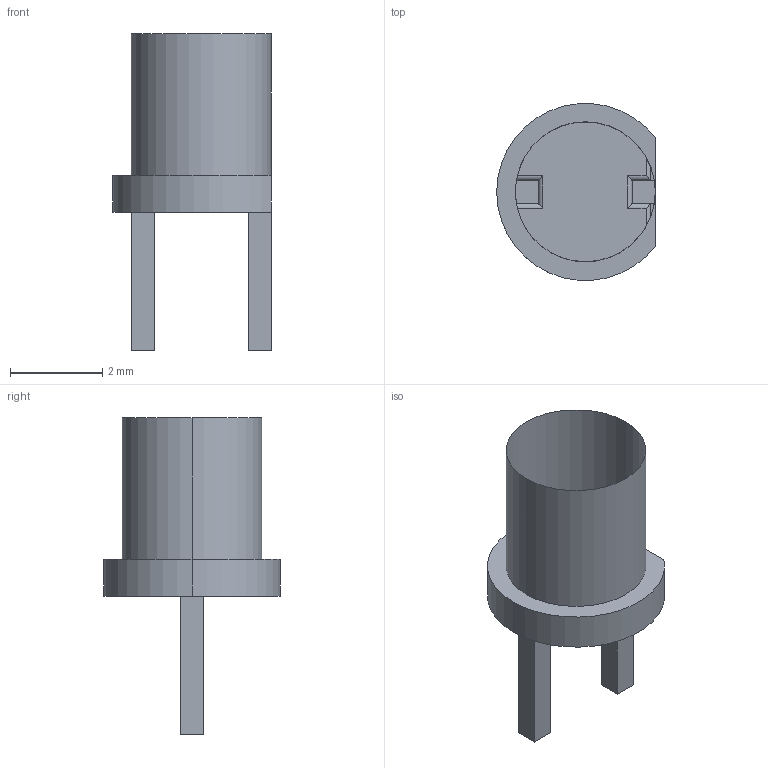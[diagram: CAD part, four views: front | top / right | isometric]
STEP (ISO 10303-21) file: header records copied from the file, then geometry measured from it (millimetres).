
FILE_DESCRIPTION (( 'STEP AP214' ), '1' );
FILE_NAME ('User Library-LED 3mm Yellow 3mm Leads.STEP', '2022-11-08T12:48:23', ( '' ), ( '' ), 'SwSTEP 2.0', 'SolidWorks 2022', '' );
FILE_SCHEMA (( 'AUTOMOTIVE_DESIGN' ));
Length unit declared in the file: millimetre
Products named in the file (4): User Library-LED 3mm Yellow 3mm Leads; Lead2Body; LEDBody; Lead1Body
Assembly tree (3 placements, depth 2):
  User Library-LED 3mm Yellow 3mm Leads
    LEDBody
    Lead1Body
    Lead2Body
Bounding box: 3.44 x 3.84 x 6.88 mm (x, y, z)
Volume: 1.5 mm3; surface area: 67.5 mm2
Topology: 2 solids, 3 shells, 43 faces, 95 edges, 59 vertices
Faces by surface type: plane 26, cylinder 15, bspline 2
Entity records: 1900 total; most frequent: CARTESIAN_POINT 345, DIRECTION 190, ORIENTED_EDGE 188, EDGE_CURVE 94, LINE 68, VECTOR 68, AXIS2_PLACEMENT_3D 61, VERTEX_POINT 59
